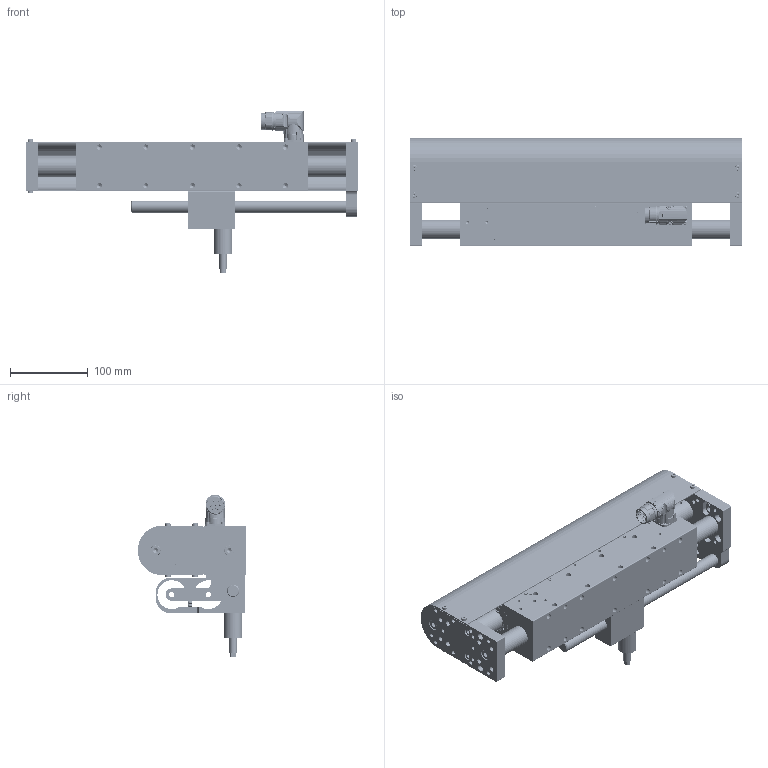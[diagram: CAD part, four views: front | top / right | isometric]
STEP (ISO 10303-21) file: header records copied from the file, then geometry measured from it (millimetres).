
FILE_DESCRIPTION (( 'STEP AP214' ), '1' );
FILE_NAME ('0186-1088_250115_DM01-48x240F-HP-C-95_CS01_BK01.STEP', '2025-01-15T14:25:46', ( '' ), ( '' ), 'SwSTEP 2.0', 'SolidWorks 2024', '' );
FILE_SCHEMA (( 'AUTOMOTIVE_DESIGN' ));
Length unit declared in the file: millimetre
Products named in the file (16): 0180-1654_MF01k-37-2; 0180-1651_FB01-16x..._FB01-16x277; 0180-1653_DM01k-48-MagSpring; DL01k-25-15.6x...-M18x1.5_DL01k-25-15,6x402-M18x1.5; DM01h-48x240G-HP-C_CS01; PL01-28x...-HP-SF_PL01-28x410!360-HP-SF; 0230-0246_Zyl.-Schr._I-6kt_M8x20_8.8_v-b; 0230-0653_Zyl.-Schr._I-6kt_n-K_M10x25_8.8_v-b; 0150-5098_HB01-48; 0230-0488_Zyl.-Schr._I-6kt_M8x25_8.8_v-b; 0230-0221_Zyl.-Schr_I-6kt_n-K_M6x16_8.8_v-b; 0230-0128_Linearkugellager_LBBR 16-LS; 0230-0384_Zyl.-Schr_I-6kt_n-K_M4x8_8.8_v-b; 0180-1842_DM01k-48-H; 0186-1088_250115_DM01-48x240F-HP-C-95_CS01_BK01; 0180-1300_D01k-48x...-AD_D01k-48x427-AD
Assembly tree (28 placements, depth 2):
  0186-1088_250115_DM01-48x240F-HP-C-95_CS01_BK01
    DM01h-48x240G-HP-C_CS01
    PL01-28x...-HP-SF_PL01-28x410!360-HP-SF
    DL01k-25-15.6x...-M18x1.5_DL01k-25-15,6x402-M18x1.5  x2
    0180-1653_DM01k-48-MagSpring
    0180-1842_DM01k-48-H
    0230-0488_Zyl.-Schr._I-6kt_M8x25_8.8_v-b  x4
    0230-0653_Zyl.-Schr._I-6kt_n-K_M10x25_8.8_v-b
    0180-1300_D01k-48x...-AD_D01k-48x427-AD
    0230-0384_Zyl.-Schr_I-6kt_n-K_M4x8_8.8_v-b  x7
    0180-1654_MF01k-37-2
    0230-0128_Linearkugellager_LBBR 16-LS
    0150-5098_HB01-48
    0230-0221_Zyl.-Schr_I-6kt_n-K_M6x16_8.8_v-b  x4
    0180-1651_FB01-16x..._FB01-16x277
    0230-0246_Zyl.-Schr._I-6kt_M8x20_8.8_v-b
Bounding box: 428 x 140 x 209.12 mm (x, y, z)
Volume: 2925099.3 mm3; surface area: 809178.1 mm2
Topology: 53 solids, 125 shells, 4291 faces, 10502 edges, 6457 vertices
Faces by surface type: plane 1539, cylinder 1191, cone 960, bspline 540, torus 61
Full cylindrical faces by diameter (mm): 1 x10, 1.2 x5, 1.5 x5, 1.8 x5, 2 x8, 2.05 x4, 2.501 x48, 2.6 x4, 2.7 x4, 2.8 x5, 2.9 x4, 3 x1, 3.3 x9, 4 x63, 4.2 x2, 4.5 x4, 4.8 x8, 5 x117, 6 x80, 6.4 x4, 6.6 x16, 6.8 x21, 7 x7, 8 x90, 8.4 x8, 8.5 x6, 9 x5, 9.73 x1, 10 x24, 10.5 x9
Entity records: 162334 total; most frequent: CARTESIAN_POINT 57900, ORIENTED_EDGE 15314, DIRECTION 14195, EDGE_CURVE 7657, AXIS2_PLACEMENT_3D 5469, VERTEX_POINT 5302, EDGE_LOOP 4931, FACE_OUTER_BOUND 4049
